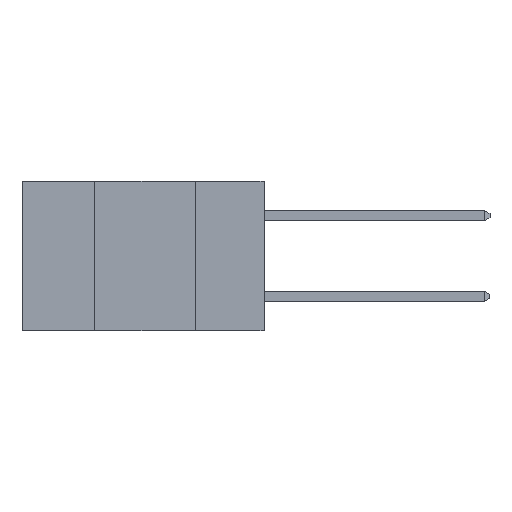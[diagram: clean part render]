
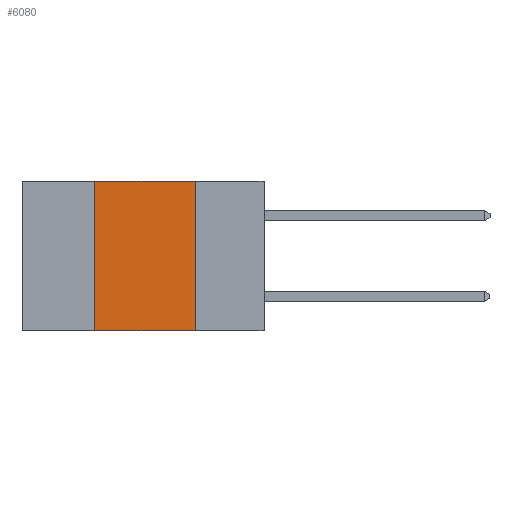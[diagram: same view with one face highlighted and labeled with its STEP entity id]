
A CAD part, left-side view. The second image highlights one B-rep face of the part: STEP entity #6080.
In plain terms, the highlighted planar face has unit normal (-1, 0, 0).
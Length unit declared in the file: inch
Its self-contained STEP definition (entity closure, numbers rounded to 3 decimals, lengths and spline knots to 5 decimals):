
#268 = CARTESIAN_POINT ( 'NONE',  ( 0., 0.42, -0.37 ) ) ;
#629 = ORIENTED_EDGE ( 'NONE', *, *, #7786, .F. ) ;
#1496 = VERTEX_POINT ( 'NONE', #6214 ) ;
#1557 = EDGE_CURVE ( 'NONE', #7494, #1496, #8096, .T. ) ;
#1567 = PLANE ( 'NONE',  #6950 ) ;
#1580 = ORIENTED_EDGE ( 'NONE', *, *, #1557, .T. ) ;
#1609 = DIRECTION ( 'NONE',  ( 0., 0., -1. ) ) ;
#1665 = ORIENTED_EDGE ( 'NONE', *, *, #5598, .F. ) ;
#2562 = DIRECTION ( 'NONE',  ( 1., 0., 0. ) ) ;
#2682 = DIRECTION ( 'NONE',  ( 0., 0., 1. ) ) ;
#2740 = ORIENTED_EDGE ( 'NONE', *, *, #10032, .F. ) ;
#3088 = VECTOR ( 'NONE', #2682, 39.37008 ) ;
#3387 = CARTESIAN_POINT ( 'NONE',  ( 0., 0.6, 0. ) ) ;
#3570 = EDGE_LOOP ( 'NONE', ( #1665, #629, #2740, #1580 ) ) ;
#3640 = CARTESIAN_POINT ( 'NONE',  ( 0., 0.6, -0.37 ) ) ;
#3904 = CARTESIAN_POINT ( 'NONE',  ( 0., 0.42, 0. ) ) ;
#4178 = CARTESIAN_POINT ( 'NONE',  ( 0., 0.17, 0. ) ) ;
#4226 = DIRECTION ( 'NONE',  ( 0., -1., 0. ) ) ;
#4281 = LINE ( 'NONE', #8437, #9889 ) ;
#4638 = DIRECTION ( 'NONE',  ( 0., 0., -1. ) ) ;
#5337 = FACE_OUTER_BOUND ( 'NONE', #3570, .T. ) ;
#5375 = DIRECTION ( 'NONE',  ( 0., -1., 0. ) ) ;
#5598 = EDGE_CURVE ( 'NONE', #5611, #1496, #9827, .T. ) ;
#5611 = VERTEX_POINT ( 'NONE', #4178 ) ;
#6080 = ADVANCED_FACE ( 'NONE', ( #5337 ), #1567, .F. ) ;
#6214 = CARTESIAN_POINT ( 'NONE',  ( 0., 0.17, -0.37 ) ) ;
#6950 = AXIS2_PLACEMENT_3D ( 'NONE', #3387, #2562, #1609 ) ;
#7494 = VERTEX_POINT ( 'NONE', #268 ) ;
#7786 = EDGE_CURVE ( 'NONE', #9614, #5611, #4281, .T. ) ;
#7907 = VECTOR ( 'NONE', #4638, 39.37008 ) ;
#8096 = LINE ( 'NONE', #3640, #9786 ) ;
#8109 = CARTESIAN_POINT ( 'NONE',  ( 0., 0.17, 0. ) ) ;
#8437 = CARTESIAN_POINT ( 'NONE',  ( 0., 0.6, 0. ) ) ;
#9312 = LINE ( 'NONE', #9638, #3088 ) ;
#9614 = VERTEX_POINT ( 'NONE', #3904 ) ;
#9638 = CARTESIAN_POINT ( 'NONE',  ( 0., 0.42, 0. ) ) ;
#9786 = VECTOR ( 'NONE', #4226, 39.37008 ) ;
#9827 = LINE ( 'NONE', #8109, #7907 ) ;
#9889 = VECTOR ( 'NONE', #5375, 39.37008 ) ;
#10032 = EDGE_CURVE ( 'NONE', #7494, #9614, #9312, .T. ) ;
